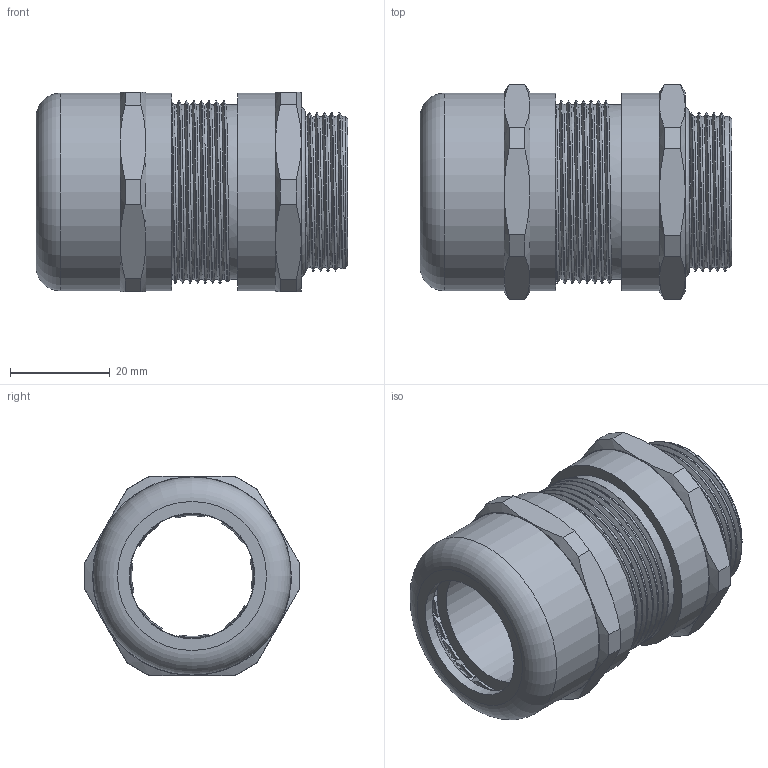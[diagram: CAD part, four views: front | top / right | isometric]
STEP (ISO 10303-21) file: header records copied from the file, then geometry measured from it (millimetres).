
FILE_DESCRIPTION(/* description */ ('Euro-Top-EMV M 32x1,5'),/* implementation_level */ '2;1');
FILE_NAME(/* name */ '61086532LF-RST.stp',/* time_stamp */ '2020-10-14T15:23:03+02:00',/* author */ ('sl'),/* organization */ (''),/* preprocessor_version */ 'ST-DEVELOPER v16.5',/* originating_system */ 'Autodesk Inventor 2017',/* authorisation */ '');
FILE_SCHEMA (('AUTOMOTIVE_DESIGN { 1 0 10303 214 3 1 1 }'));
Length unit declared in the file: millimetre
Products named in the file (8): 61086532LF; 61086532LF_1; Euro-Top-EMV-01-BT-0002-61086532LF; 61086532; Euro-Top-EMV-04-BT-0004-61086532; 61086532_1; 61086532_2; 61086532_3
Assembly tree (7 placements, depth 2):
  61086532LF
    61086532LF_1
    Euro-Top-EMV-01-BT-0002-61086532LF
    61086532
    Euro-Top-EMV-04-BT-0004-61086532
    61086532_1
    61086532_2
    61086532_3
Bounding box: 62.65 x 43.32 x 40 mm (x, y, z)
Volume: 27133.2 mm3; surface area: 34898.6 mm2
Topology: 7 solids, 7 shells, 537 faces, 1498 edges, 985 vertices
Faces by surface type: plane 290, cylinder 125, cone 60, torus 40, bspline 22
Full cylindrical faces by diameter (mm): 25 x1, 25.22 x1, 26.2 x1, 28.06 x1, 28.26 x1, 29.08 x1, 29.39 x1, 30.3 x1, 30.68 x1, 30.84 x1, 31.02 x1, 31.5 x1, 31.58 x1, 32.68 x1, 32.7 x1, 32.71 x1, 32.8 x1, 33.68 x1, 34.358 x1, 35.158 x8, 35.54 x1, 35.7 x2, 39.7 x3
Entity records: 23385 total; most frequent: CARTESIAN_POINT 10162, ORIENTED_EDGE 2842, DIRECTION 2577, EDGE_CURVE 1421, AXIS2_PLACEMENT_3D 961, VERTEX_POINT 957, LINE 655, VECTOR 655
